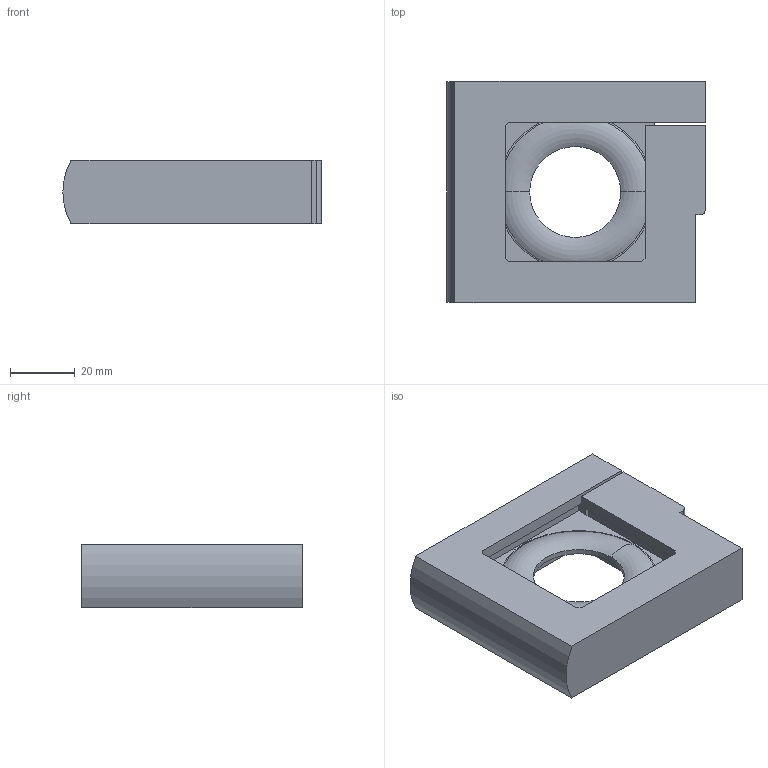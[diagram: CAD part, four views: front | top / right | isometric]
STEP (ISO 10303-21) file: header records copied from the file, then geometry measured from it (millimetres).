
FILE_DESCRIPTION (( 'STEP AP203' ), '1' );
FILE_NAME ('AB-6U.step', '2015-11-09T22:36:28', ( '' ), ( '' ), 'SwSTEP 2.0', 'SolidWorks 2015', '' );
FILE_SCHEMA (( 'CONFIG_CONTROL_DESIGN' ));
Length unit declared in the file: millimetre
Products named in the file (1): AB-6U
Bounding box: 79.5 x 68 x 19.5 mm (x, y, z)
Volume: 64234.7 mm3; surface area: 22439.1 mm2
Topology: 3 solids, 3 shells, 92 faces, 221 edges, 142 vertices
Faces by surface type: plane 60, cylinder 20, torus 8, cone 4
Entity records: 2738 total; most frequent: DIRECTION 467, CARTESIAN_POINT 456, ORIENTED_EDGE 442, EDGE_CURVE 221, VECTOR 161, LINE 161, AXIS2_PLACEMENT_3D 153, VERTEX_POINT 142
